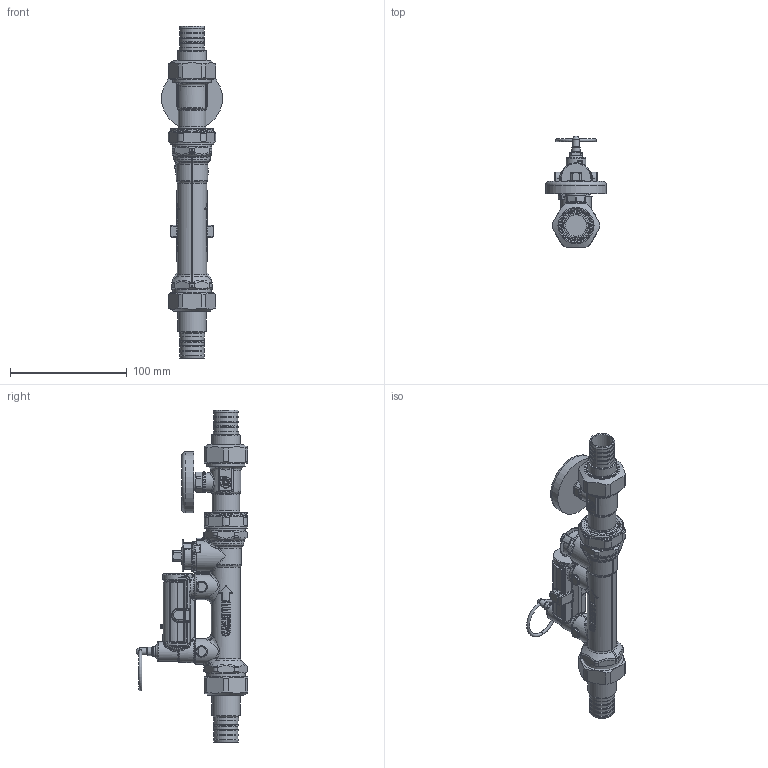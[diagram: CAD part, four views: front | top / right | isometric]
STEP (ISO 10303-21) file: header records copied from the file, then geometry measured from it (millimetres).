
FILE_DESCRIPTION(/* description */ (''),/* implementation_level */ '2;1');
FILE_NAME(/* name */ '132635AFC.stp',/* time_stamp */ '2025-07-16T12:15:08-05:00',/* author */ ('ischreiner'),/* organization */ (''),/* preprocessor_version */ 'ST-DEVELOPER v20',/* originating_system */ 'Autodesk Inventor 2025',/* authorisation */ '');
FILE_SCHEMA (('AUTOMOTIVE_DESIGN { 1 0 10303 214 3 1 1 }'));
Length unit declared in the file: inch
Products named in the file (6):  132635AFC; 132637 - TST; F61008 - 1 inch union nut; F0015065 PEX crimp 1 in tailpiece for check; F0002150 PEX crimp 1 in tailpiece; NA10358_Simplify_1
Assembly tree (6 placements, depth 2):
   132635AFC
    132637 - TST
    F61008 - 1 inch union nut  x2
    F0015065 PEX crimp 1 in tailpiece for check
    F0002150 PEX crimp 1 in tailpiece
    NA10358_Simplify_1
Bounding box: 52.32 x 95.91 x 284.81 mm (x, y, z)
Volume: 253576 mm3; surface area: 77495 mm2
Topology: 12 solids, 12 shells, 2352 faces, 5478 edges, 3081 vertices
Faces by surface type: bspline 1052, cylinder 551, plane 361, sphere 145, torus 134, cone 109
Full cylindrical faces by diameter (mm): 2.5 x1, 3 x1, 3.1 x1, 3.3 x1, 4.1 x1, 4.2 x1, 6 x2, 7 x1, 9.017 x1, 11.176 x1, 11.227 x1, 12.954 x1, 13.6 x1, 14.5 x1, 15.24 x1, 15.875 x1, 16.256 x1, 17 x2, 18 x1, 18.161 x2, 19.812 x1, 20.091 x2, 20.574 x1, 20.6 x1, 20.701 x8, 21.742 x10, 22 x2, 22.7 x2, 23.5 x1, 24 x1
Entity records: 144701 total; most frequent: CARTESIAN_POINT 96233, ORIENTED_EDGE 10574, DIRECTION 8907, EDGE_CURVE 5287, AXIS2_PLACEMENT_3D 3869, VERTEX_POINT 3046, EDGE_LOOP 2417, FACE_OUTER_BOUND 2331
